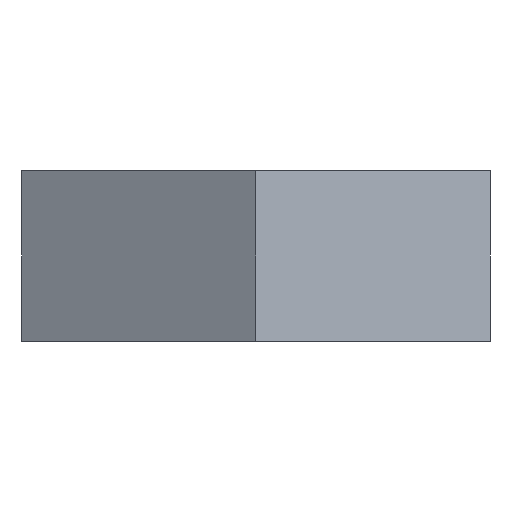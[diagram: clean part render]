
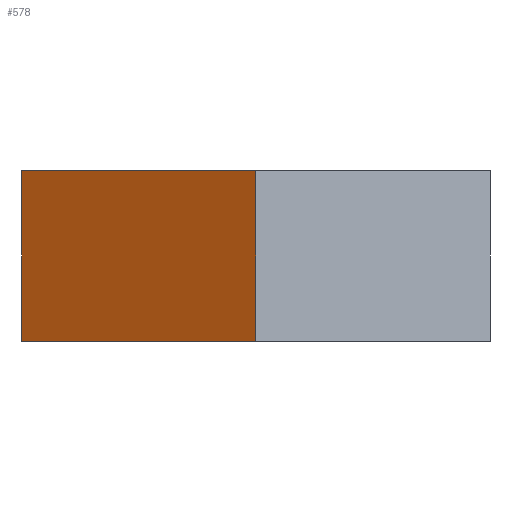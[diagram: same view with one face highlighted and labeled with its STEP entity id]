
A CAD part, front view. The second image highlights one B-rep face of the part: STEP entity #578.
In plain terms, the highlighted planar face has unit normal (-0.5, -0.866, 0).
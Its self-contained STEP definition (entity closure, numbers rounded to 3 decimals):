
#16 = CARTESIAN_POINT ( 'NONE',  ( -28.35, -49.104, 41. ) ) ;
#117 = CARTESIAN_POINT ( 'NONE',  ( -56.2, -33.024, 41. ) ) ;
#144 = EDGE_CURVE ( 'NONE', #216, #666, #677, .T. ) ;
#178 = CARTESIAN_POINT ( 'NONE',  ( 0., -65.472, 41. ) ) ;
#187 = VERTEX_POINT ( 'NONE', #843 ) ;
#202 = ORIENTED_EDGE ( 'NONE', *, *, #317, .T. ) ;
#216 = VERTEX_POINT ( 'NONE', #117 ) ;
#226 = VECTOR ( 'NONE', #505, 1000. ) ;
#229 = FACE_OUTER_BOUND ( 'NONE', #729, .T. ) ;
#240 = LINE ( 'NONE', #178, #867 ) ;
#246 = DIRECTION ( 'NONE',  ( 0., 0., -1. ) ) ;
#253 = ORIENTED_EDGE ( 'NONE', *, *, #144, .F. ) ;
#285 = CARTESIAN_POINT ( 'NONE',  ( -28.35, -49.104, 41. ) ) ;
#286 = DIRECTION ( 'NONE',  ( 0.866, -0.5, 0. ) ) ;
#308 = CARTESIAN_POINT ( 'NONE',  ( -28.35, -49.104, 0. ) ) ;
#317 = EDGE_CURVE ( 'NONE', #216, #187, #409, .T. ) ;
#320 = VECTOR ( 'NONE', #547, 1000. ) ;
#328 = AXIS2_PLACEMENT_3D ( 'NONE', #285, #426, #430 ) ;
#399 = VERTEX_POINT ( 'NONE', #553 ) ;
#409 = LINE ( 'NONE', #539, #320 ) ;
#426 = DIRECTION ( 'NONE',  ( 0.5, 0.866, 0. ) ) ;
#430 = DIRECTION ( 'NONE',  ( -0.866, 0.5, 0. ) ) ;
#445 = LINE ( 'NONE', #308, #226 ) ;
#468 = VECTOR ( 'NONE', #286, 1000. ) ;
#485 = PLANE ( 'NONE',  #328 ) ;
#498 = ORIENTED_EDGE ( 'NONE', *, *, #838, .F. ) ;
#505 = DIRECTION ( 'NONE',  ( 0.866, -0.5, 0. ) ) ;
#539 = CARTESIAN_POINT ( 'NONE',  ( -56.2, -33.024, 41. ) ) ;
#547 = DIRECTION ( 'NONE',  ( 0., 0., -1. ) ) ;
#553 = CARTESIAN_POINT ( 'NONE',  ( 0., -65.472, 0. ) ) ;
#554 = ORIENTED_EDGE ( 'NONE', *, *, #755, .T. ) ;
#578 = ADVANCED_FACE ( 'NONE', ( #229 ), #485, .F. ) ;
#666 = VERTEX_POINT ( 'NONE', #763 ) ;
#677 = LINE ( 'NONE', #16, #468 ) ;
#729 = EDGE_LOOP ( 'NONE', ( #554, #498, #253, #202 ) ) ;
#755 = EDGE_CURVE ( 'NONE', #187, #399, #445, .T. ) ;
#763 = CARTESIAN_POINT ( 'NONE',  ( 0., -65.472, 41. ) ) ;
#838 = EDGE_CURVE ( 'NONE', #666, #399, #240, .T. ) ;
#843 = CARTESIAN_POINT ( 'NONE',  ( -56.2, -33.024, 0. ) ) ;
#867 = VECTOR ( 'NONE', #246, 1000. ) ;
